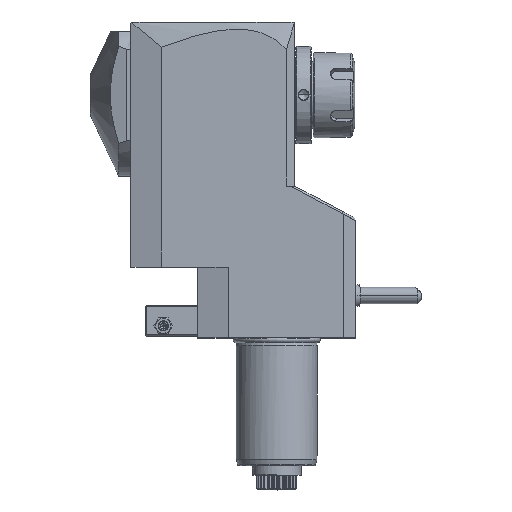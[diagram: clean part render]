
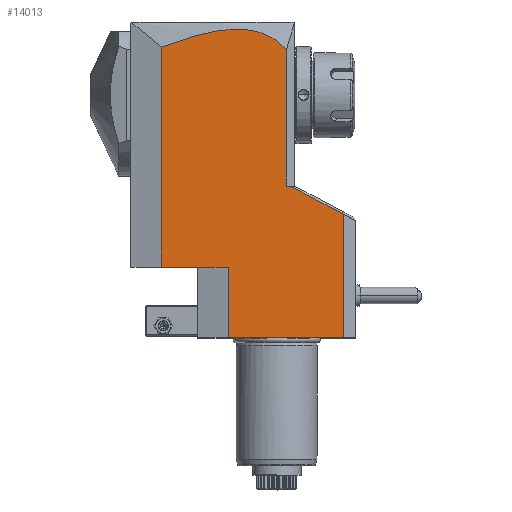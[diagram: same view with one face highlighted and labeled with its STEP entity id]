
A CAD part, top view. The second image highlights one B-rep face of the part: STEP entity #14013.
In plain terms, the highlighted planar face has unit normal (0, 0, 1).
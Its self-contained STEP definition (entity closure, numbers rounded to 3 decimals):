
#17=DIRECTION('',(-1.,0.,0.));
#18=VECTOR('',#17,57.);
#19=CARTESIAN_POINT('',(33.,0.,37.5));
#20=LINE('',#19,#18);
#179=DIRECTION('',(0.,-1.,0.));
#180=VECTOR('',#179,108.515);
#181=CARTESIAN_POINT('',(-57.,143.515,37.5));
#182=LINE('',#181,#180);
#202=CARTESIAN_POINT('',(4.8,142.483,37.5));
#203=CARTESIAN_POINT('',(4.566,142.74,37.5));
#204=CARTESIAN_POINT('',(4.094,143.24,37.5));
#205=CARTESIAN_POINT('',(3.381,143.952,37.5));
#206=CARTESIAN_POINT('',(2.66,144.626,37.5));
#207=CARTESIAN_POINT('',(1.93,145.265,37.5));
#208=CARTESIAN_POINT('',(1.191,145.871,37.5));
#209=CARTESIAN_POINT('',(0.441,146.447,37.5));
#210=CARTESIAN_POINT('',(-0.321,146.992,37.5));
#211=CARTESIAN_POINT('',(-1.096,147.51,37.5));
#212=CARTESIAN_POINT('',(-1.885,148.,37.5));
#213=CARTESIAN_POINT('',(-2.689,148.464,37.5));
#214=CARTESIAN_POINT('',(-3.511,148.902,37.5));
#215=CARTESIAN_POINT('',(-4.352,149.316,37.5));
#216=CARTESIAN_POINT('',(-5.212,149.706,37.5));
#217=CARTESIAN_POINT('',(-6.096,150.071,37.5));
#218=CARTESIAN_POINT('',(-7.003,150.412,37.5));
#219=CARTESIAN_POINT('',(-7.938,150.729,37.5));
#220=CARTESIAN_POINT('',(-8.901,151.023,37.5));
#221=CARTESIAN_POINT('',(-9.896,151.291,37.5));
#222=CARTESIAN_POINT('',(-10.925,151.534,37.5));
#223=CARTESIAN_POINT('',(-11.992,151.751,37.5));
#224=CARTESIAN_POINT('',(-13.099,151.94,37.5));
#225=CARTESIAN_POINT('',(-14.251,152.101,37.5));
#226=CARTESIAN_POINT('',(-15.451,152.232,37.5));
#227=CARTESIAN_POINT('',(-16.703,152.331,37.5));
#228=CARTESIAN_POINT('',(-18.012,152.396,37.5));
#229=CARTESIAN_POINT('',(-19.384,152.424,37.5));
#230=CARTESIAN_POINT('',(-20.825,152.413,37.5));
#231=CARTESIAN_POINT('',(-22.339,152.359,37.5));
#232=CARTESIAN_POINT('',(-23.936,152.257,37.5));
#233=CARTESIAN_POINT('',(-25.624,152.104,37.5));
#234=CARTESIAN_POINT('',(-27.41,151.894,37.5));
#235=CARTESIAN_POINT('',(-29.303,151.622,37.5));
#236=CARTESIAN_POINT('',(-31.32,151.28,37.5));
#237=CARTESIAN_POINT('',(-33.474,150.859,37.5));
#238=CARTESIAN_POINT('',(-35.78,150.351,37.5));
#239=CARTESIAN_POINT('',(-38.253,149.744,37.5));
#240=CARTESIAN_POINT('',(-40.905,149.029,37.5));
#241=CARTESIAN_POINT('',(-43.747,148.193,37.5));
#242=CARTESIAN_POINT('',(-46.778,147.231,37.5));
#243=CARTESIAN_POINT('',(-49.994,146.138,37.5));
#244=CARTESIAN_POINT('',(-53.392,144.908,37.5));
#245=CARTESIAN_POINT('',(-55.777,143.996,37.5));
#246=CARTESIAN_POINT('',(-57.,143.515,37.5));
#248=DIRECTION('',(0.,-1.,0.));
#249=VECTOR('',#248,67.483);
#250=CARTESIAN_POINT('',(4.8,142.483,37.5));
#251=LINE('',#250,#249);
#252=DIRECTION('',(-0.883,0.469,0.));
#253=VECTOR('',#252,29.519);
#254=CARTESIAN_POINT('',(32.842,61.142,37.5));
#255=LINE('',#254,#253);
#256=DIRECTION('',(-0.883,0.469,0.));
#257=VECTOR('',#256,0.179);
#258=CARTESIAN_POINT('',(33.,61.058,37.5));
#259=LINE('',#258,#257);
#276=DIRECTION('',(1.,0.,0.));
#277=VECTOR('',#276,33.);
#278=CARTESIAN_POINT('',(-57.,35.,37.5));
#279=LINE('',#278,#277);
#280=DIRECTION('',(0.,-1.,0.));
#281=VECTOR('',#280,35.);
#282=CARTESIAN_POINT('',(-24.,35.,37.5));
#283=LINE('',#282,#281);
#2593=DIRECTION('',(1.,0.,0.));
#2594=VECTOR('',#2593,1.978);
#2595=CARTESIAN_POINT('',(4.8,75.,37.5));
#2596=LINE('',#2595,#2594);
#2649=DIRECTION('',(0.,1.,0.));
#2650=VECTOR('',#2649,61.058);
#2651=CARTESIAN_POINT('',(33.,0.,37.5));
#2652=LINE('',#2651,#2650);
#13031=CARTESIAN_POINT('',(6.778,75.,37.5));
#13033=VERTEX_POINT('',#13031);
#13057=CARTESIAN_POINT('',(-24.,35.,37.5));
#13058=VERTEX_POINT('',#13057);
#13083=VERTEX_POINT('',#202);
#13084=VERTEX_POINT('',#246);
#13109=CARTESIAN_POINT('',(4.8,75.,37.5));
#13110=VERTEX_POINT('',#13109);
#13448=CARTESIAN_POINT('',(-57.,35.,37.5));
#13450=VERTEX_POINT('',#13448);
#13457=CARTESIAN_POINT('',(33.,61.058,37.5));
#13459=VERTEX_POINT('',#13457);
#13472=CARTESIAN_POINT('',(33.,0.,37.5));
#13473=VERTEX_POINT('',#13472);
#13474=CARTESIAN_POINT('',(-24.,0.,37.5));
#13475=VERTEX_POINT('',#13474);
#13749=CARTESIAN_POINT('',(32.842,61.142,37.5));
#13751=VERTEX_POINT('',#13749);
#13988=CARTESIAN_POINT('',(-39.202,35.,37.5));
#13989=DIRECTION('',(0.,0.,1.));
#13990=DIRECTION('',(1.,0.,0.));
#13991=AXIS2_PLACEMENT_3D('',#13988,#13989,#13990);
#13992=PLANE('',#13991);
#13994=ORIENTED_EDGE('',*,*,#13993,.F.);
#13995=ORIENTED_EDGE('',*,*,#13974,.F.);
#13997=ORIENTED_EDGE('',*,*,#13996,.F.);
#13999=ORIENTED_EDGE('',*,*,#13998,.T.);
#14001=ORIENTED_EDGE('',*,*,#14000,.T.);
#14003=ORIENTED_EDGE('',*,*,#14002,.F.);
#14005=ORIENTED_EDGE('',*,*,#14004,.F.);
#14007=ORIENTED_EDGE('',*,*,#14006,.F.);
#14008=ORIENTED_EDGE('',*,*,#13863,.T.);
#14010=ORIENTED_EDGE('',*,*,#14009,.F.);
#14011=EDGE_LOOP('',(#13994,#13995,#13997,#13999,#14001,#14003,#14005,#14007,
#14008,#14010));
#14012=FACE_OUTER_BOUND('',#14011,.F.);
#247=B_SPLINE_CURVE_WITH_KNOTS('',3,(#202,#203,#204,#205,#206,#207,#208,#209,
#210,#211,#212,#213,#214,#215,#216,#217,#218,#219,#220,#221,#222,#223,#224,#225,
#226,#227,#228,#229,#230,#231,#232,#233,#234,#235,#236,#237,#238,#239,#240,#241,
#242,#243,#244,#245,#246),.UNSPECIFIED.,.F.,.F.,(4,1,1,1,1,1,1,1,1,1,1,1,1,1,1,
1,1,1,1,1,1,1,1,1,1,1,1,1,1,1,1,1,1,1,1,1,1,1,1,1,1,1,4),(0.,
0.024,0.048,0.071,0.095,
0.119,0.143,0.167,0.19,
0.214,0.238,0.262,0.286,
0.31,0.333,0.357,0.381,
0.405,0.429,0.452,0.476,0.5,
0.524,0.548,0.571,0.595,
0.619,0.643,0.667,0.69,
0.714,0.738,0.762,0.786,
0.81,0.833,0.857,0.881,
0.905,0.929,0.952,0.976,1.),
.UNSPECIFIED.);
#13863=EDGE_CURVE('',#13473,#13475,#20,.T.);
#13974=EDGE_CURVE('',#13084,#13450,#182,.T.);
#13993=EDGE_CURVE('',#13450,#13058,#279,.T.);
#13996=EDGE_CURVE('',#13083,#13084,#247,.T.);
#13998=EDGE_CURVE('',#13083,#13110,#251,.T.);
#14000=EDGE_CURVE('',#13110,#13033,#2596,.T.);
#14002=EDGE_CURVE('',#13751,#13033,#255,.T.);
#14004=EDGE_CURVE('',#13459,#13751,#259,.T.);
#14006=EDGE_CURVE('',#13473,#13459,#2652,.T.);
#14009=EDGE_CURVE('',#13058,#13475,#283,.T.);
#14013=ADVANCED_FACE('',(#14012),#13992,.T.);
